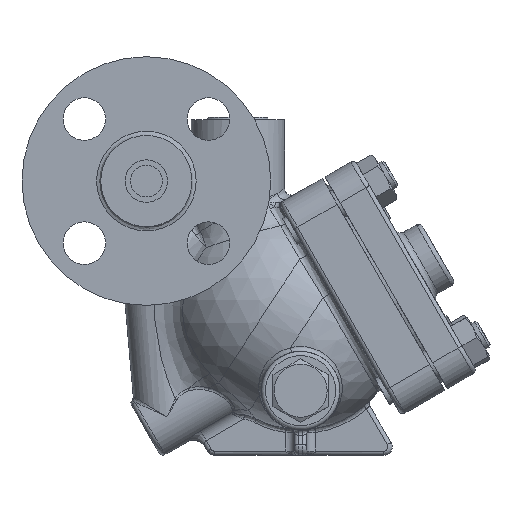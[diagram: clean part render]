
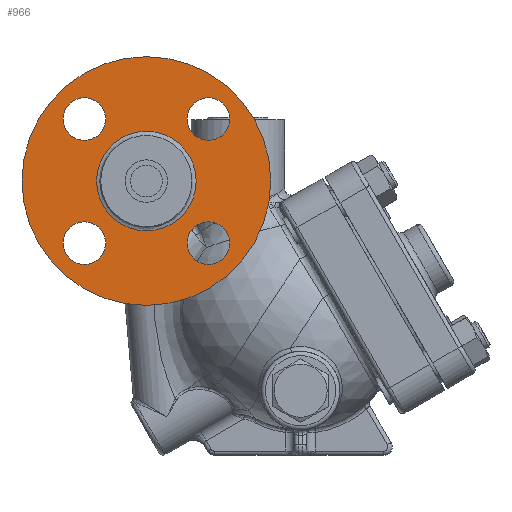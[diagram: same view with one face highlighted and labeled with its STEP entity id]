
A CAD part, front view. The second image highlights one B-rep face of the part: STEP entity #966.
In plain terms, the highlighted planar face has unit normal (0, -1, 0).
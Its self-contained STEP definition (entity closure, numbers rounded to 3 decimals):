
#891=CARTESIAN_POINT('',(-43.,-123.4,-23.41));
#892=VERTEX_POINT('',#891);
#893=CARTESIAN_POINT('',(-43.,-123.4,0.));
#894=DIRECTION('',(0.0,-1.0,0.0));
#895=DIRECTION('',(0.0,0.0,1.0));
#896=AXIS2_PLACEMENT_3D('',#893,#894,#895);
#897=CIRCLE('',#896,23.41);
#898=EDGE_CURVE('',#892,#892,#897,.T.);
#903=CARTESIAN_POINT('',(-43.,-123.4,39.975));
#904=DIRECTION('',(0.0,-1.0,0.0));
#905=DIRECTION('',(0.0,0.0,-1.0));
#906=AXIS2_PLACEMENT_3D('',#903,#904,#905);
#907=PLANE('',#906);
#908=CARTESIAN_POINT('',(-43.,-123.4,58.5));
#909=VERTEX_POINT('',#908);
#910=CARTESIAN_POINT('',(-43.,-123.4,0.));
#911=DIRECTION('',(0.0,1.0,0.0));
#912=DIRECTION('',(0.0,0.0,1.0));
#913=AXIS2_PLACEMENT_3D('',#910,#911,#912);
#914=CIRCLE('',#913,58.5);
#915=EDGE_CURVE('',#909,#909,#914,.T.);
#916=ORIENTED_EDGE('',*,*,#915,.F.);
#917=EDGE_LOOP('',(#916));
#918=FACE_OUTER_BOUND('',#917,.T.);
#919=CARTESIAN_POINT('',(-3.832,-123.4,29.168));
#920=VERTEX_POINT('',#919);
#921=CARTESIAN_POINT('',(-13.832,-123.4,29.168));
#922=DIRECTION('',(0.0,1.0,0.0));
#923=DIRECTION('',(1.0,0.0,0.0));
#924=AXIS2_PLACEMENT_3D('',#921,#922,#923);
#925=CIRCLE('',#924,10.);
#926=EDGE_CURVE('',#920,#920,#925,.T.);
#927=ORIENTED_EDGE('',*,*,#926,.T.);
#928=EDGE_LOOP('',(#927));
#929=FACE_BOUND('',#928,.T.);
#930=CARTESIAN_POINT('',(-13.832,-123.4,-39.168));
#931=VERTEX_POINT('',#930);
#932=CARTESIAN_POINT('',(-13.832,-123.4,-29.168));
#933=DIRECTION('',(0.0,1.0,0.0));
#934=DIRECTION('',(0.0,0.0,-1.0));
#935=AXIS2_PLACEMENT_3D('',#932,#933,#934);
#936=CIRCLE('',#935,10.);
#937=EDGE_CURVE('',#931,#931,#936,.T.);
#938=ORIENTED_EDGE('',*,*,#937,.T.);
#939=EDGE_LOOP('',(#938));
#940=FACE_BOUND('',#939,.T.);
#941=CARTESIAN_POINT('',(-82.168,-123.4,-29.168));
#942=VERTEX_POINT('',#941);
#943=CARTESIAN_POINT('',(-72.168,-123.4,-29.168));
#944=DIRECTION('',(0.0,1.0,0.0));
#945=DIRECTION('',(-1.0,0.0,0.0));
#946=AXIS2_PLACEMENT_3D('',#943,#944,#945);
#947=CIRCLE('',#946,10.);
#948=EDGE_CURVE('',#942,#942,#947,.T.);
#949=ORIENTED_EDGE('',*,*,#948,.T.);
#950=EDGE_LOOP('',(#949));
#951=FACE_BOUND('',#950,.T.);
#952=CARTESIAN_POINT('',(-72.168,-123.4,39.168));
#953=VERTEX_POINT('',#952);
#954=CARTESIAN_POINT('',(-72.168,-123.4,29.168));
#955=DIRECTION('',(0.0,1.0,0.0));
#956=DIRECTION('',(0.0,0.0,1.0));
#957=AXIS2_PLACEMENT_3D('',#954,#955,#956);
#958=CIRCLE('',#957,10.);
#959=EDGE_CURVE('',#953,#953,#958,.T.);
#960=ORIENTED_EDGE('',*,*,#959,.T.);
#961=EDGE_LOOP('',(#960));
#962=FACE_BOUND('',#961,.T.);
#963=ORIENTED_EDGE('',*,*,#898,.F.);
#964=EDGE_LOOP('',(#963));
#965=FACE_BOUND('',#964,.T.);
#966=ADVANCED_FACE('',(#918,#929,#940,#951,#962,#965),#907,.T.);
